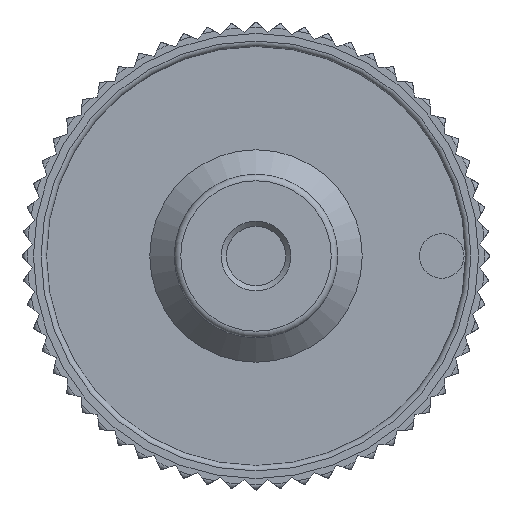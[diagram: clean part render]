
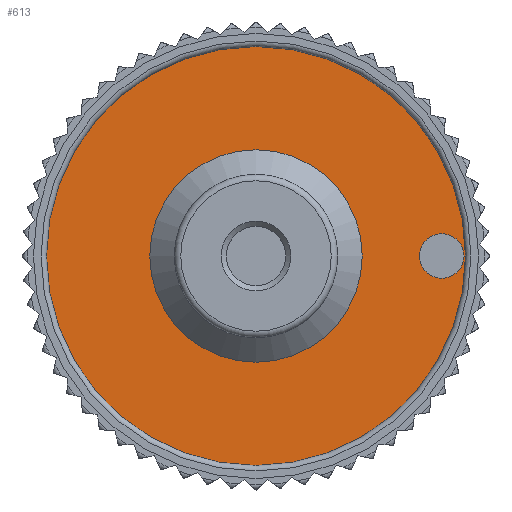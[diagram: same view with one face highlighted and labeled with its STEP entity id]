
A CAD part, front view. The second image highlights one B-rep face of the part: STEP entity #613.
In plain terms, the highlighted planar face has unit normal (0, -1, 0).
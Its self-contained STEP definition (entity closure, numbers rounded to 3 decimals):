
#613 = ADVANCED_FACE( '', ( #1358, #1359, #1360 ), #1361, .F. );
#1358 = FACE_BOUND( '', #2231, .T. );
#1359 = FACE_BOUND( '', #2232, .T. );
#1360 = FACE_OUTER_BOUND( '', #2233, .T. );
#1361 = PLANE( '', #2234 );
#2231 = EDGE_LOOP( '', ( #4099 ) );
#2232 = EDGE_LOOP( '', ( #4100 ) );
#2233 = EDGE_LOOP( '', ( #4101 ) );
#2234 = AXIS2_PLACEMENT_3D( '', #4102, #4103, #4104 );
#4099 = ORIENTED_EDGE( '', *, *, #5851, .F. );
#4100 = ORIENTED_EDGE( '', *, *, #5643, .F. );
#4101 = ORIENTED_EDGE( '', *, *, #6030, .T. );
#4102 = CARTESIAN_POINT( '', ( 28.2, 36.91, 0. ) );
#4103 = DIRECTION( '', ( 0., 1., 0. ) );
#4104 = DIRECTION( '', ( 0., 0., 1. ) );
#5643 = EDGE_CURVE( '', #6959, #6959, #6960, .F. );
#5851 = EDGE_CURVE( '', #7283, #7283, #7284, .T. );
#6030 = EDGE_CURVE( '', #7544, #7544, #7545, .T. );
#6959 = VERTEX_POINT( '', #9722 );
#6960 = CIRCLE( '', #9723, 3. );
#7283 = VERTEX_POINT( '', #10727 );
#7284 = CIRCLE( '', #10728, 14.3 );
#7544 = VERTEX_POINT( '', #11276 );
#7545 = CIRCLE( '', #11277, 28.2 );
#9722 = CARTESIAN_POINT( '', ( 25., 36.91, 3. ) );
#9723 = AXIS2_PLACEMENT_3D( '', #12430, #12431, #12432 );
#10727 = CARTESIAN_POINT( '', ( 0., 36.91, -14.3 ) );
#10728 = AXIS2_PLACEMENT_3D( '', #12597, #12598, #12599 );
#11276 = CARTESIAN_POINT( '', ( 0., 36.91, -28.2 ) );
#11277 = AXIS2_PLACEMENT_3D( '', #12821, #12822, #12823 );
#12430 = CARTESIAN_POINT( '', ( 25., 36.91, 0. ) );
#12431 = DIRECTION( '', ( 0., 1., 0. ) );
#12432 = DIRECTION( '', ( 0., 0., 1. ) );
#12597 = CARTESIAN_POINT( '', ( 0., 36.91, 0. ) );
#12598 = DIRECTION( '', ( 0., -1., 0. ) );
#12599 = DIRECTION( '', ( 0., 0., -1. ) );
#12821 = CARTESIAN_POINT( '', ( 0., 36.91, 0. ) );
#12822 = DIRECTION( '', ( 0., -1., 0. ) );
#12823 = DIRECTION( '', ( 0., 0., -1. ) );
